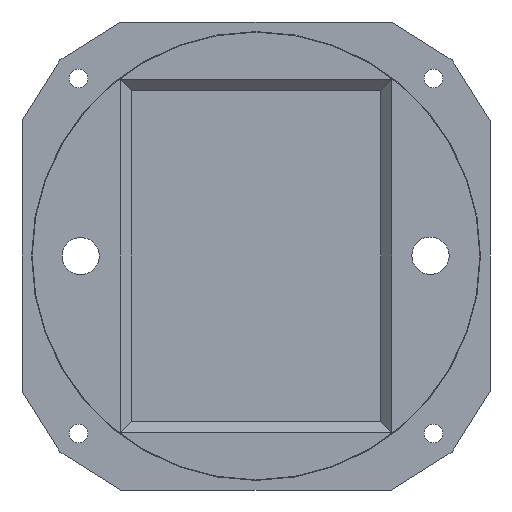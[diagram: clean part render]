
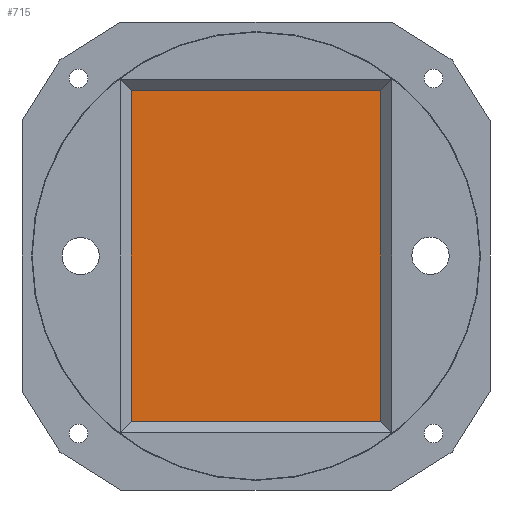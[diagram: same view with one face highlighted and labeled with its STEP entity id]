
A CAD part, front view. The second image highlights one B-rep face of the part: STEP entity #715.
In plain terms, the highlighted planar face has unit normal (0, -1, 0).
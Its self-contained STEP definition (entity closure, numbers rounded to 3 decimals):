
#57=FACE_OUTER_BOUND('',#95,.T.);
#95=EDGE_LOOP('',(#457,#458,#459,#460));
#148=LINE('',#1029,#224);
#149=LINE('',#1031,#225);
#150=LINE('',#1033,#226);
#151=LINE('',#1034,#227);
#224=VECTOR('',#837,10.);
#225=VECTOR('',#838,10.);
#226=VECTOR('',#839,10.);
#227=VECTOR('',#840,10.);
#300=VERTEX_POINT('',#1027);
#301=VERTEX_POINT('',#1028);
#302=VERTEX_POINT('',#1030);
#303=VERTEX_POINT('',#1032);
#362=EDGE_CURVE('',#300,#301,#148,.T.);
#363=EDGE_CURVE('',#301,#302,#149,.T.);
#364=EDGE_CURVE('',#302,#303,#150,.T.);
#365=EDGE_CURVE('',#303,#300,#151,.T.);
#457=ORIENTED_EDGE('',*,*,#362,.T.);
#458=ORIENTED_EDGE('',*,*,#363,.T.);
#459=ORIENTED_EDGE('',*,*,#364,.T.);
#460=ORIENTED_EDGE('',*,*,#365,.T.);
#647=PLANE('',#776);
#715=ADVANCED_FACE('',(#57),#647,.F.);
#776=AXIS2_PLACEMENT_3D('',#1026,#835,#836);
#835=DIRECTION('center_axis',(0.,1.,0.));
#836=DIRECTION('ref_axis',(0.,0.,1.));
#837=DIRECTION('',(0.,0.,-1.));
#838=DIRECTION('',(1.,0.,0.));
#839=DIRECTION('',(0.,0.,1.));
#840=DIRECTION('',(-1.,0.,0.));
#1026=CARTESIAN_POINT('Origin',(0.,6.,0.));
#1027=CARTESIAN_POINT('',(-25.5,6.,31.85));
#1028=CARTESIAN_POINT('',(-25.5,6.,-37.85));
#1029=CARTESIAN_POINT('',(-25.5,6.,15.925));
#1030=CARTESIAN_POINT('',(25.,6.,-37.85));
#1031=CARTESIAN_POINT('',(-12.75,6.,-37.85));
#1032=CARTESIAN_POINT('',(25.,6.,31.85));
#1033=CARTESIAN_POINT('',(25.,6.,-18.925));
#1034=CARTESIAN_POINT('',(12.5,6.,31.85));
